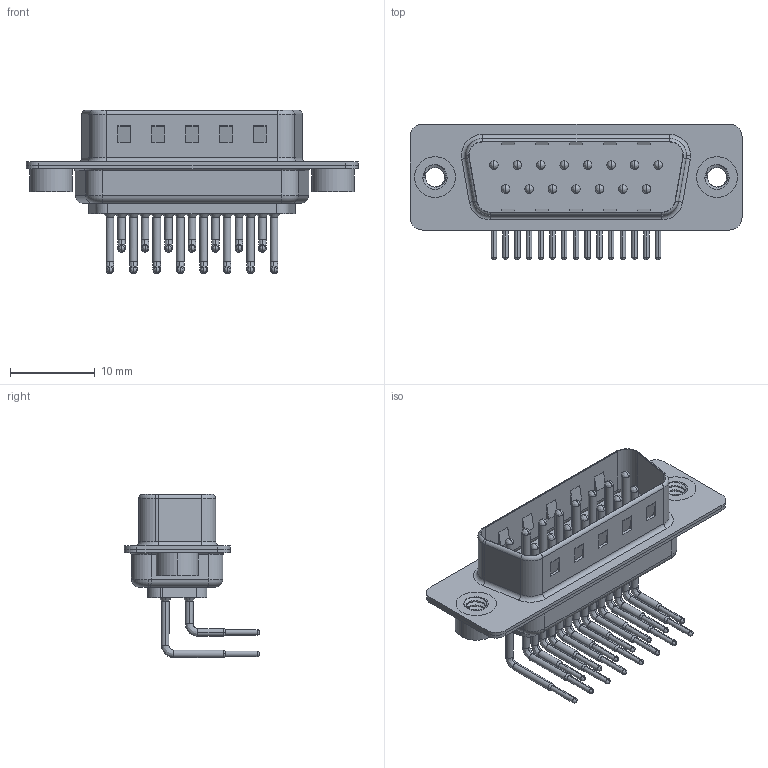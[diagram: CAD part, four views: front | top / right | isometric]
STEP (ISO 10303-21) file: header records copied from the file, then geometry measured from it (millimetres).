
FILE_DESCRIPTION (( 'STEP AP203' ), '1' );
FILE_NAME ('629-M15-240-GT2.STEP', '2018-09-25T17:05:02', ( '' ), ( '' ), 'SwSTEP 2.0', 'SolidWorks 2016', '' );
FILE_SCHEMA (( 'CONFIG_CONTROL_DESIGN' ));
Length unit declared in the file: millimetre
Products named in the file (7): 629M Shell Front_15 Contacts; 629M Shell Rear_15 Contacts; 629M Contact Row 1; 629M Contact Row 2; 629M 4-40 Threaded Rivet; 629-M15-240-GT2; 629M Housing_15 Contacts
Assembly tree (20 placements, depth 2):
  629-M15-240-GT2
    629M Housing_15 Contacts
    629M Shell Front_15 Contacts
    629M Shell Rear_15 Contacts
    629M Contact Row 1  x8
    629M Contact Row 2  x7
    629M 4-40 Threaded Rivet  x2
Bounding box: 39.2 x 16 x 19.29 mm (x, y, z)
Volume: 1959.9 mm3; surface area: 5363.6 mm2
Topology: 20 solids, 20 shells, 1990 faces, 5525 edges, 3586 vertices
Faces by surface type: plane 1099, cylinder 673, bspline 96, cone 66, torus 56
Entity records: 22131 total; most frequent: CARTESIAN_POINT 5073, DIRECTION 3467, ORIENTED_EDGE 3250, EDGE_CURVE 1625, AXIS2_PLACEMENT_3D 1252, VERTEX_POINT 1049, LINE 963, VECTOR 963
